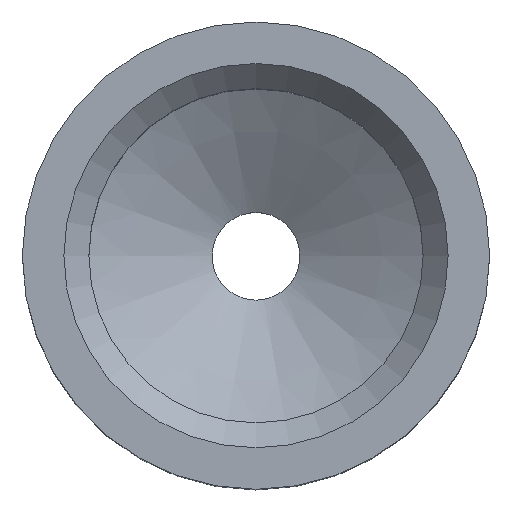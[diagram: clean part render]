
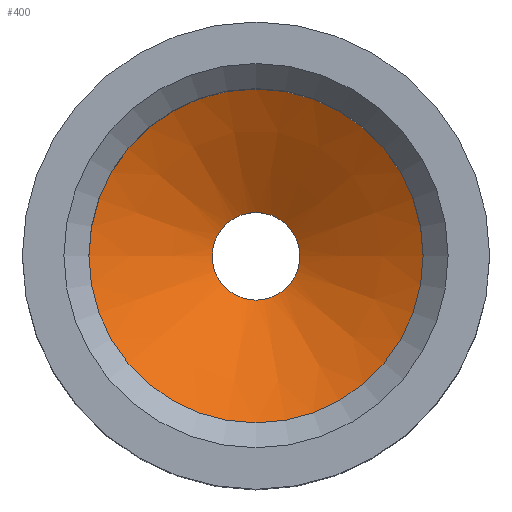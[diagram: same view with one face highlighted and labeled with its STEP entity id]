
A CAD part, top view. The second image highlights one B-rep face of the part: STEP entity #400.
In plain terms, the highlighted conical face has half-angle 60 degrees and reference radius 5.723 mm.
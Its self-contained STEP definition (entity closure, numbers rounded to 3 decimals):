
#72=CIRCLE('',#453,5.723);
#73=CIRCLE('',#455,1.5);
#111=ORIENTED_EDGE('',*,*,#205,.T.);
#112=ORIENTED_EDGE('',*,*,#204,.F.);
#204=EDGE_CURVE('',#246,#246,#72,.T.);
#205=EDGE_CURVE('',#247,#247,#73,.T.);
#246=VERTEX_POINT('',#697);
#247=VERTEX_POINT('',#700);
#291=EDGE_LOOP('',(#111));
#292=EDGE_LOOP('',(#112));
#341=FACE_BOUND('',#291,.T.);
#342=FACE_BOUND('',#292,.T.);
#386=CONICAL_SURFACE('',#454,5.723,1.047);
#400=ADVANCED_FACE('',(#341,#342),#386,.F.);
#453=AXIS2_PLACEMENT_3D('',#696,#528,#529);
#454=AXIS2_PLACEMENT_3D('',#698,#530,#531);
#455=AXIS2_PLACEMENT_3D('',#699,#532,#533);
#528=DIRECTION('',(0.,0.,-1.));
#529=DIRECTION('',(-1.,0.,0.));
#530=DIRECTION('',(0.,0.,1.));
#531=DIRECTION('',(1.,0.,0.));
#532=DIRECTION('',(0.,0.,-1.));
#533=DIRECTION('',(-1.,0.,0.));
#696=CARTESIAN_POINT('',(0.,0.,-10.562));
#697=CARTESIAN_POINT('',(-5.723,0.,-10.562));
#698=CARTESIAN_POINT('',(0.,0.,-10.562));
#699=CARTESIAN_POINT('',(0.,0.,-13.));
#700=CARTESIAN_POINT('',(-1.5,0.,-13.));
